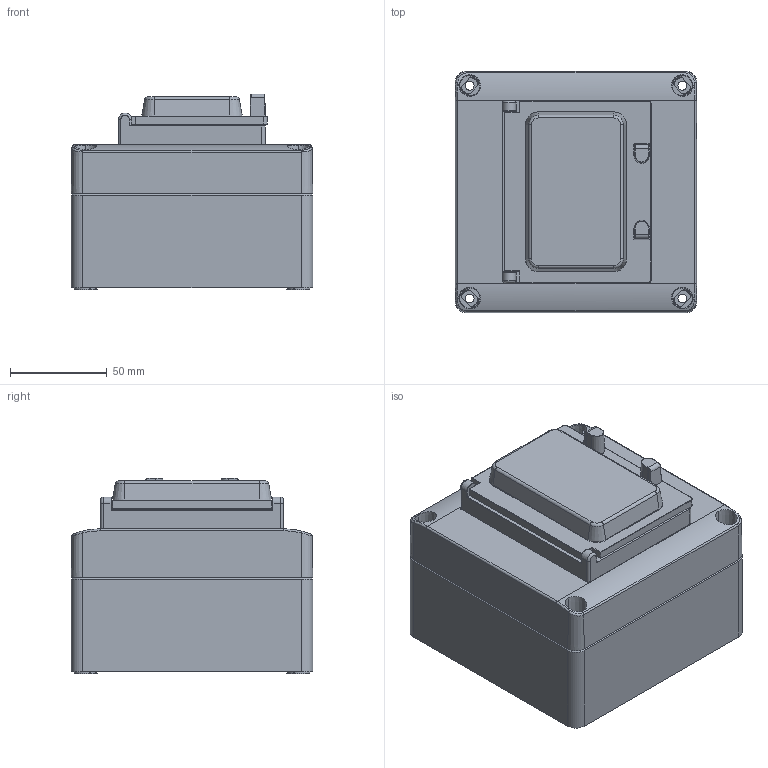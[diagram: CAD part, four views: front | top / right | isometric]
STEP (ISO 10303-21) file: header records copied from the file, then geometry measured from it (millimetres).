
FILE_DESCRIPTION((''),'2;1');
FILE_NAME('RABP131308G_4M_ASM','2009-03-13T',('pasi_koskela'),(''),'PRO/ENGINEER BY PARAMETRIC TECHNOLOGY CORPORATION, 2008250','PRO/ENGINEER BY PARAMETRIC TECHNOLOGY CORPORATION, 2008250','');
FILE_SCHEMA(('AUTOMOTIVE_DESIGN_CC2 { 1 2 10303 214 -1 1 5 2 }'));
Products named in the file (4): SABP131305B; SABG131303L_AF0; VMA4; RABP131308G_4M_ASM
Assembly tree (3 placements, depth 2):
  RABP131308G_4M_ASM
    SABP131305B
    SABG131303L_AF0
    VMA4
Bounding box: 125 x 125 x 101.3 mm (x, y, z)
Volume: 269488.1 mm3; surface area: 180354.4 mm2
Topology: 4 solids, 5 shells, 1603 faces, 3975 edges, 2464 vertices
Faces by surface type: plane 695, cylinder 408, cone 181, torus 166, bspline 126, sphere 27
Entity records: 71237 total; most frequent: CARTESIAN_POINT 23621, ORIENTED_EDGE 7944, DIRECTION 7409, EDGE_CURVE 3972, PRESENTATION_STYLE_ASSIGNMENT 3327, STYLED_ITEM 3302, CURVE_STYLE 3299, AXIS2_PLACEMENT_3D 2585
